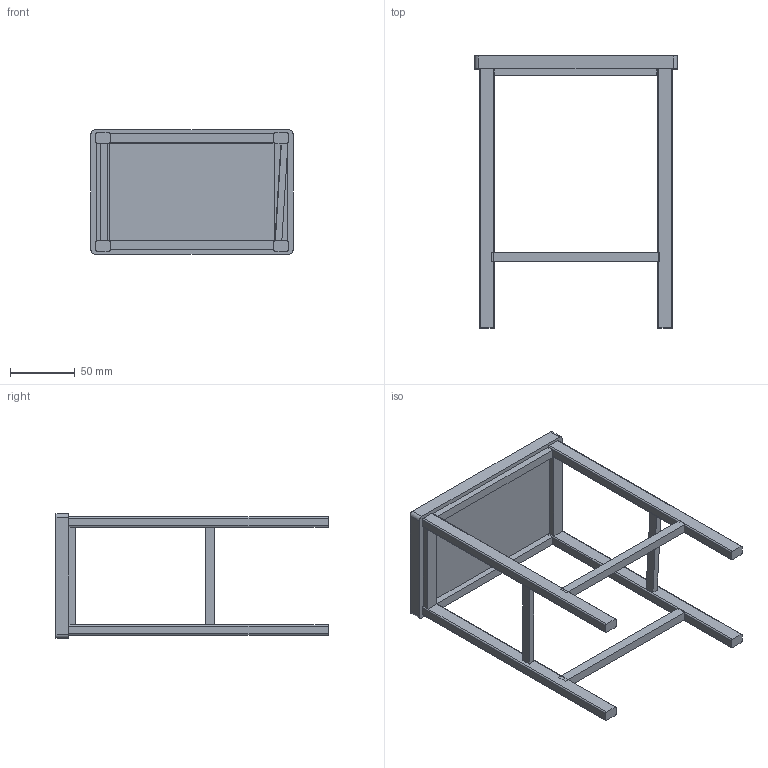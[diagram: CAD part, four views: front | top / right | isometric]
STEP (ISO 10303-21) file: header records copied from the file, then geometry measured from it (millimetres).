
FILE_DESCRIPTION (( 'STEP AP203' ), '1' );
FILE_NAME ('踢迿倓脾赽.STEP', '2025-01-17T12:28:32', ( '' ), ( '' ), 'SwSTEP 2.0', 'SolidWorks 2024', '' );
FILE_SCHEMA (( 'CONFIG_CONTROL_DESIGN' ));
Length unit declared in the file: millimetre
Products named in the file (4): 凳子主体; 正方体; 长方体; 金禹兴凳子
Assembly tree (5 placements, depth 2):
  金禹兴凳子
    凳子主体
    长方体  x2
    正方体  x2
Bounding box: 156 x 210 x 96 mm (x, y, z)
Volume: 254668 mm3; surface area: 79471.1 mm2
Topology: 5 solids, 5 shells, 164 faces, 396 edges, 260 vertices
Faces by surface type: plane 89, bspline 47, cylinder 28
Entity records: 9662 total; most frequent: CARTESIAN_POINT 5873, ORIENTED_EDGE 744, DIRECTION 560, EDGE_CURVE 372, VERTEX_POINT 244, VECTOR 222, LINE 222, EDGE_LOOP 170
